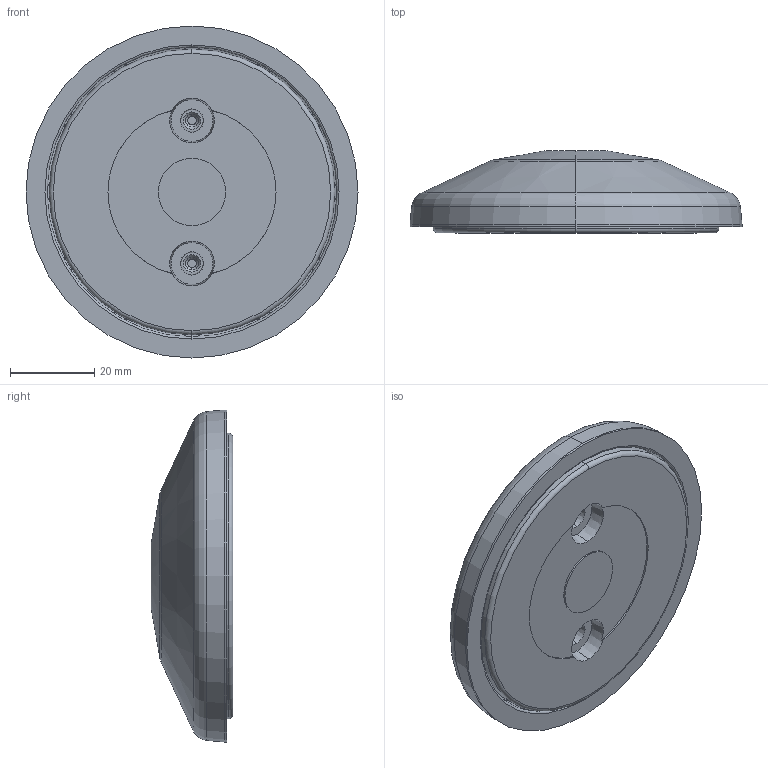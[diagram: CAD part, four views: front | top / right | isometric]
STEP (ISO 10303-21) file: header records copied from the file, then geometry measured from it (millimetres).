
FILE_DESCRIPTION (( 'STEP AP203' ), '1' );
FILE_NAME ('151069.step', '2021-06-03T16:14:17', ( '' ), ( '' ), 'SwSTEP 2.0', 'SolidWorks 2021', '' );
FILE_SCHEMA (( 'CONFIG_CONTROL_DESIGN' ));
Length unit declared in the file: millimetre
Products named in the file (1): 151069
Bounding box: 79 x 19.5 x 79 mm (x, y, z)
Volume: 57484.8 mm3; surface area: 25577.2 mm2
Topology: 2 solids, 2 shells, 498 faces, 1299 edges, 774 vertices
Faces by surface type: bspline 128, cylinder 106, plane 88, torus 76, cone 62, sphere 38
Entity records: 20135 total; most frequent: CARTESIAN_POINT 9230, ORIENTED_EDGE 2498, DIRECTION 2034, EDGE_CURVE 1249, AXIS2_PLACEMENT_3D 900, VERTEX_POINT 762, CIRCLE 529, EDGE_LOOP 509
